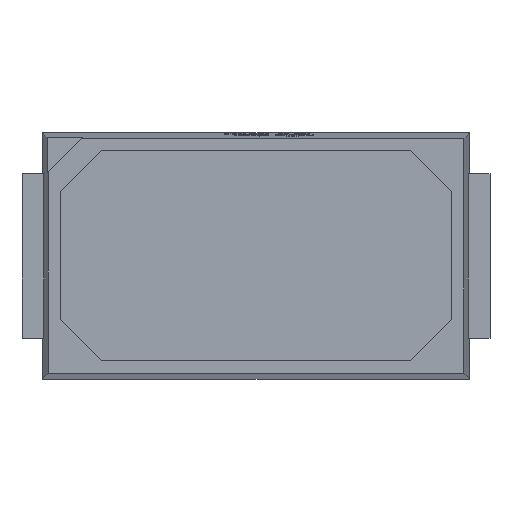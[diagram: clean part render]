
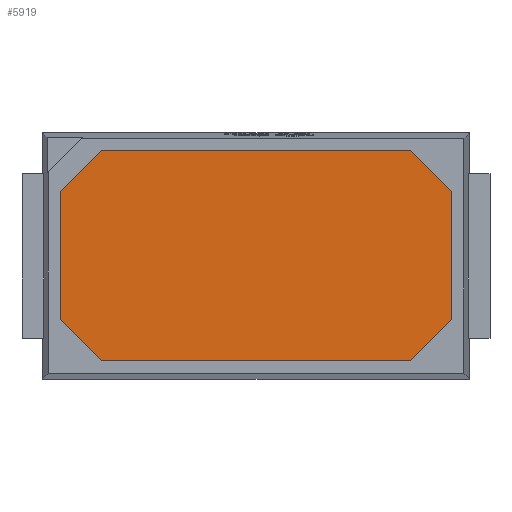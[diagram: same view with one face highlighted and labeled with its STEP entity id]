
A CAD part, top view. The second image highlights one B-rep face of the part: STEP entity #5919.
In plain terms, the highlighted planar face has unit normal (0, 0, 1).
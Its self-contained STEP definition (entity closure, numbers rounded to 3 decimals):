
#679=FACE_OUTER_BOUND('',#1004,.T.);
#1004=EDGE_LOOP('',(#4260,#4261,#4262,#4263,#4264,#4265,#4266,#4267));
#1414=LINE('',#8221,#2043);
#1415=LINE('',#8223,#2044);
#1416=LINE('',#8225,#2045);
#1417=LINE('',#8227,#2046);
#1418=LINE('',#8229,#2047);
#1419=LINE('',#8231,#2048);
#1420=LINE('',#8233,#2049);
#1421=LINE('',#8234,#2050);
#2043=VECTOR('',#6697,1000.);
#2044=VECTOR('',#6698,1000.);
#2045=VECTOR('',#6699,1000.);
#2046=VECTOR('',#6700,1000.);
#2047=VECTOR('',#6701,1000.);
#2048=VECTOR('',#6702,1000.);
#2049=VECTOR('',#6703,1000.);
#2050=VECTOR('',#6704,1000.);
#2749=VERTEX_POINT('',#8219);
#2750=VERTEX_POINT('',#8220);
#2751=VERTEX_POINT('',#8222);
#2752=VERTEX_POINT('',#8224);
#2753=VERTEX_POINT('',#8226);
#2754=VERTEX_POINT('',#8228);
#2755=VERTEX_POINT('',#8230);
#2756=VERTEX_POINT('',#8232);
#3320=EDGE_CURVE('',#2749,#2750,#1414,.T.);
#3321=EDGE_CURVE('',#2750,#2751,#1415,.T.);
#3322=EDGE_CURVE('',#2751,#2752,#1416,.T.);
#3323=EDGE_CURVE('',#2752,#2753,#1417,.T.);
#3324=EDGE_CURVE('',#2753,#2754,#1418,.T.);
#3325=EDGE_CURVE('',#2754,#2755,#1419,.T.);
#3326=EDGE_CURVE('',#2755,#2756,#1420,.T.);
#3327=EDGE_CURVE('',#2756,#2749,#1421,.T.);
#4260=ORIENTED_EDGE('',*,*,#3321,.F.);
#4261=ORIENTED_EDGE('',*,*,#3320,.F.);
#4262=ORIENTED_EDGE('',*,*,#3327,.F.);
#4263=ORIENTED_EDGE('',*,*,#3326,.F.);
#4264=ORIENTED_EDGE('',*,*,#3325,.F.);
#4265=ORIENTED_EDGE('',*,*,#3324,.F.);
#4266=ORIENTED_EDGE('',*,*,#3323,.F.);
#4267=ORIENTED_EDGE('',*,*,#3322,.F.);
#5721=PLANE('',#6277);
#5919=ADVANCED_FACE('',(#679),#5721,.T.);
#6277=AXIS2_PLACEMENT_3D('',#8483,#6766,#6767);
#6697=DIRECTION('',(0.,1.,0.));
#6698=DIRECTION('',(0.707,0.707,0.));
#6699=DIRECTION('',(1.,0.,0.));
#6700=DIRECTION('',(0.707,-0.707,0.));
#6701=DIRECTION('',(0.,-1.,0.));
#6702=DIRECTION('',(-0.707,-0.707,0.));
#6703=DIRECTION('',(-1.,0.,0.));
#6704=DIRECTION('',(-0.707,0.707,0.));
#6766=DIRECTION('center_axis',(0.,0.,1.));
#6767=DIRECTION('ref_axis',(1.,0.,0.));
#8219=CARTESIAN_POINT('',(-2.38,-0.78,0.8));
#8220=CARTESIAN_POINT('',(-2.38,0.78,0.8));
#8221=CARTESIAN_POINT('',(-2.38,0.,0.8));
#8222=CARTESIAN_POINT('',(-1.88,1.28,0.8));
#8223=CARTESIAN_POINT('',(-1.58,1.58,0.8));
#8224=CARTESIAN_POINT('',(1.88,1.28,0.8));
#8225=CARTESIAN_POINT('',(0.,1.28,0.8));
#8226=CARTESIAN_POINT('',(2.38,0.78,0.8));
#8227=CARTESIAN_POINT('',(1.58,1.58,0.8));
#8228=CARTESIAN_POINT('',(2.38,-0.78,0.8));
#8229=CARTESIAN_POINT('',(2.38,0.,0.8));
#8230=CARTESIAN_POINT('',(1.88,-1.28,0.8));
#8231=CARTESIAN_POINT('',(1.58,-1.58,0.8));
#8232=CARTESIAN_POINT('',(-1.88,-1.28,0.8));
#8233=CARTESIAN_POINT('',(0.,-1.28,0.8));
#8234=CARTESIAN_POINT('',(-1.58,-1.58,0.8));
#8483=CARTESIAN_POINT('Origin',(0.,0.,0.8));
